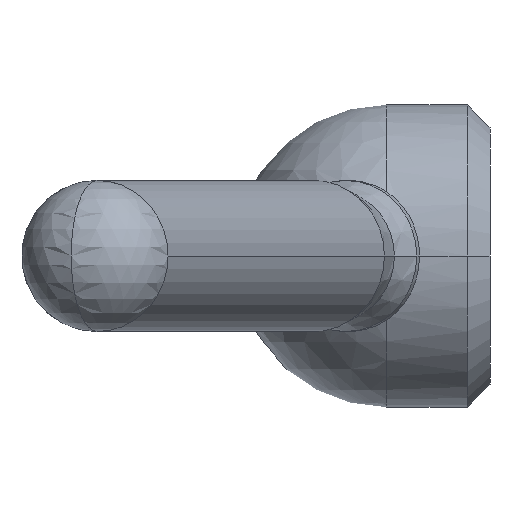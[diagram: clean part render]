
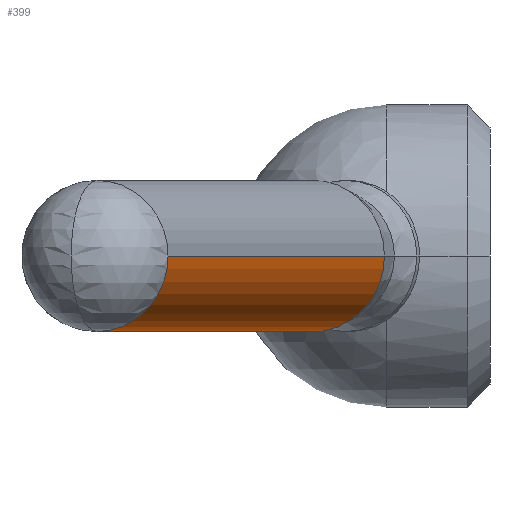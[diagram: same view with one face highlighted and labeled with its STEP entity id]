
A CAD part, left-side view. The second image highlights one B-rep face of the part: STEP entity #399.
In plain terms, the highlighted cylindrical face has radius 10 mm (diameter 20 mm), a partial arc.
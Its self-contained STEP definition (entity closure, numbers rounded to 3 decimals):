
#189=VERTEX_POINT('',#493);
#195=EDGE_CURVE('',#371,#341,#499,.T.);
#231=EDGE_CURVE('',#341,#273,#538,.T.);
#271=EDGE_CURVE('',#189,#417,#584,.T.);
#273=VERTEX_POINT('',#586);
#283=EDGE_CURVE('',#273,#189,#596,.T.);
#341=VERTEX_POINT('',#662);
#371=VERTEX_POINT('',#699);
#397=EDGE_CURVE('',#371,#417,#729,.T.);
#399=ADVANCED_FACE('',(#731),#732,.T.);
#417=VERTEX_POINT('',#753);
#493=CARTESIAN_POINT('',(-111.42,42.603,0.));
#499=LINE('',#885,#886);
#538=CIRCLE('',#961,10.0);
#584=LINE('',#1047,#1048);
#586=CARTESIAN_POINT('',(-108.0,52.0,-10.0));
#596=CIRCLE('',#1090,10.0);
#662=CARTESIAN_POINT('',(-104.58,61.397,0.));
#699=CARTESIAN_POINT('',(-25.929,32.77,0.));
#729=CIRCLE('',#1302,10.0);
#731=FACE_OUTER_BOUND('',#1304,.T.);
#732=CYLINDRICAL_SURFACE('',#1305,10.0);
#753=CARTESIAN_POINT('',(-32.769,13.977,0.));
#885=CARTESIAN_POINT('',(-65.254,47.084,0.));
#886=VECTOR('',#1428,1.0);
#961=AXIS2_PLACEMENT_3D('',#1473,#1474,#1475);
#1047=CARTESIAN_POINT('',(-72.095,28.29,0.));
#1048=VECTOR('',#1550,1.0);
#1090=AXIS2_PLACEMENT_3D('',#1555,#1556,#1557);
#1302=AXIS2_PLACEMENT_3D('',#1740,#1741,#1742);
#1304=EDGE_LOOP('',(#1744,#1745,#1746,#1747,#1748));
#1305=AXIS2_PLACEMENT_3D('',#1749,#1750,#1751);
#1428=DIRECTION('',(-0.94,0.342,0.));
#1473=CARTESIAN_POINT('',(-108.0,52.0,0.));
#1474=DIRECTION('',(-0.94,0.342,0.));
#1475=DIRECTION('',(0.342,0.94,0.));
#1550=DIRECTION('',(0.94,-0.342,0.));
#1555=CARTESIAN_POINT('',(-108.0,52.0,0.));
#1556=DIRECTION('',(-0.94,0.342,0.));
#1557=DIRECTION('',(0.342,0.94,0.));
#1740=CARTESIAN_POINT('',(-29.349,23.373,0.));
#1741=DIRECTION('',(-0.94,0.342,0.));
#1742=DIRECTION('',(0.342,0.94,0.));
#1744=ORIENTED_EDGE('',*,*,#195,.F.);
#1745=ORIENTED_EDGE('',*,*,#397,.T.);
#1746=ORIENTED_EDGE('',*,*,#271,.F.);
#1747=ORIENTED_EDGE('',*,*,#283,.F.);
#1748=ORIENTED_EDGE('',*,*,#231,.F.);
#1749=CARTESIAN_POINT('',(-68.675,37.687,0.));
#1750=DIRECTION('',(0.94,-0.342,0.));
#1751=DIRECTION('',(0.342,0.94,0.));
